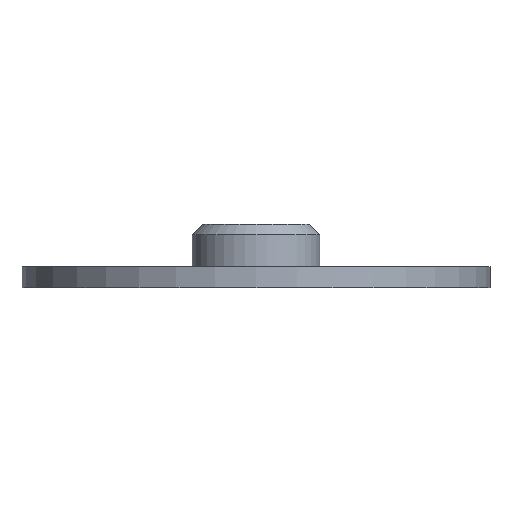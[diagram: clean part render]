
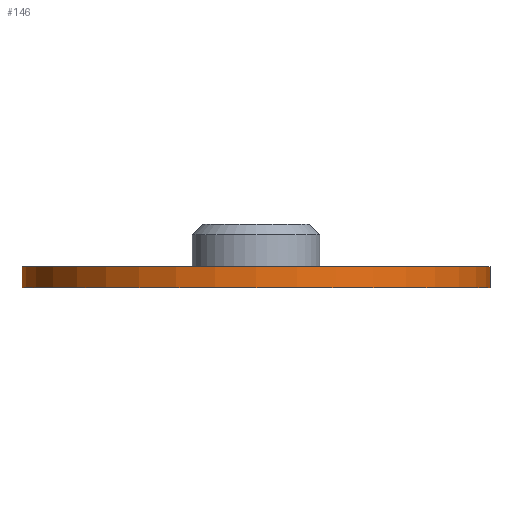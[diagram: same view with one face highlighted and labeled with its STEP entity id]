
A CAD part, front view. The second image highlights one B-rep face of the part: STEP entity #146.
In plain terms, the highlighted cylindrical face has radius 22 mm (diameter 44 mm), a full revolution.
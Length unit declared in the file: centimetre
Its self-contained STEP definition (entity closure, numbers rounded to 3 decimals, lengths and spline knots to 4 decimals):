
#146 = ADVANCED_FACE('',(#147),#160,.T.);
#147 = FACE_BOUND('',#148,.T.);
#148 = EDGE_LOOP('',(#149,#205,#225,#274));
#149 = ORIENTED_EDGE('',*,*,#150,.F.);
#150 = EDGE_CURVE('',#151,#151,#153,.T.);
#151 = VERTEX_POINT('',#152);
#152 = CARTESIAN_POINT('',(2.2,0.,0.2));
#153 = SURFACE_CURVE('',#154,(#159,#193),.PCURVE_S1.);
#154 = CIRCLE('',#155,2.2);
#155 = AXIS2_PLACEMENT_3D('',#156,#157,#158);
#156 = CARTESIAN_POINT('',(0.,0.,0.2));
#157 = DIRECTION('',(0.,0.,1.));
#158 = DIRECTION('',(1.,0.,-0.));
#159 = PCURVE('',#160,#165);
#160 = CYLINDRICAL_SURFACE('',#161,2.2);
#161 = AXIS2_PLACEMENT_3D('',#162,#163,#164);
#162 = CARTESIAN_POINT('',(0.,0.,0.2));
#163 = DIRECTION('',(-0.,-0.,1.));
#164 = DIRECTION('',(-1.,0.,0.));
#165 = DEFINITIONAL_REPRESENTATION('',(#166),#192);
#166 = B_SPLINE_CURVE_WITH_KNOTS('',3,(#167,#168,#169,#170,#171,#172,
    #173,#174,#175,#176,#177,#178,#179,#180,#181,#182,#183,#184,#185,
    #186,#187,#188,#189,#190,#191),.UNSPECIFIED.,.F.,.F.,(4,1,1,1,1,1,1,
    1,1,1,1,1,1,1,1,1,1,1,1,1,1,1,4),(0.,0.2856,0.5712,
    0.8568,1.1424,1.428,1.7136,
    1.9992,2.2848,2.5704,2.856,
    3.1416,3.4272,3.7128,3.9984,
    4.284,4.5696,4.8552,5.1408,
    5.4264,5.712,5.9976,6.2832),
  .UNSPECIFIED.);
#167 = CARTESIAN_POINT('',(3.142,0.));
#168 = CARTESIAN_POINT('',(3.237,0.));
#169 = CARTESIAN_POINT('',(3.427,0.));
#170 = CARTESIAN_POINT('',(3.713,0.));
#171 = CARTESIAN_POINT('',(3.998,0.));
#172 = CARTESIAN_POINT('',(4.284,0.));
#173 = CARTESIAN_POINT('',(4.57,0.));
#174 = CARTESIAN_POINT('',(4.855,0.));
#175 = CARTESIAN_POINT('',(5.141,0.));
#176 = CARTESIAN_POINT('',(5.426,0.));
#177 = CARTESIAN_POINT('',(5.712,0.));
#178 = CARTESIAN_POINT('',(5.998,0.));
#179 = CARTESIAN_POINT('',(6.283,0.));
#180 = CARTESIAN_POINT('',(6.569,0.));
#181 = CARTESIAN_POINT('',(6.854,0.));
#182 = CARTESIAN_POINT('',(7.14,0.));
#183 = CARTESIAN_POINT('',(7.426,0.));
#184 = CARTESIAN_POINT('',(7.711,0.));
#185 = CARTESIAN_POINT('',(7.997,0.));
#186 = CARTESIAN_POINT('',(8.282,0.));
#187 = CARTESIAN_POINT('',(8.568,0.));
#188 = CARTESIAN_POINT('',(8.854,0.));
#189 = CARTESIAN_POINT('',(9.139,0.));
#190 = CARTESIAN_POINT('',(9.33,0.));
#191 = CARTESIAN_POINT('',(9.425,0.));
#192 = ( GEOMETRIC_REPRESENTATION_CONTEXT(2) 
PARAMETRIC_REPRESENTATION_CONTEXT() REPRESENTATION_CONTEXT('2D SPACE',''
  ) );
#193 = PCURVE('',#194,#199);
#194 = PLANE('',#195);
#195 = AXIS2_PLACEMENT_3D('',#196,#197,#198);
#196 = CARTESIAN_POINT('',(0.,0.,0.2));
#197 = DIRECTION('',(0.,0.,1.));
#198 = DIRECTION('',(1.,0.,-0.));
#199 = DEFINITIONAL_REPRESENTATION('',(#200),#204);
#200 = CIRCLE('',#201,2.2);
#201 = AXIS2_PLACEMENT_2D('',#202,#203);
#202 = CARTESIAN_POINT('',(0.,0.));
#203 = DIRECTION('',(1.,0.));
#204 = ( GEOMETRIC_REPRESENTATION_CONTEXT(2) 
PARAMETRIC_REPRESENTATION_CONTEXT() REPRESENTATION_CONTEXT('2D SPACE',''
  ) );
#205 = ORIENTED_EDGE('',*,*,#206,.F.);
#206 = EDGE_CURVE('',#207,#151,#209,.T.);
#207 = VERTEX_POINT('',#208);
#208 = CARTESIAN_POINT('',(2.2,0.,0.));
#209 = SEAM_CURVE('',#210,(#213,#219),.PCURVE_S1.);
#210 = B_SPLINE_CURVE_WITH_KNOTS('',1,(#211,#212),.UNSPECIFIED.,.F.,.F.,
  (2,2),(-2.,0.),.PIECEWISE_BEZIER_KNOTS.);
#211 = CARTESIAN_POINT('',(2.2,0.,0.));
#212 = CARTESIAN_POINT('',(2.2,0.,0.2));
#213 = PCURVE('',#160,#214);
#214 = DEFINITIONAL_REPRESENTATION('',(#215),#218);
#215 = B_SPLINE_CURVE_WITH_KNOTS('',1,(#216,#217),.UNSPECIFIED.,.F.,.F.,
  (2,2),(-2.,0.),.PIECEWISE_BEZIER_KNOTS.);
#216 = CARTESIAN_POINT('',(3.142,-0.2));
#217 = CARTESIAN_POINT('',(3.142,0.));
#218 = ( GEOMETRIC_REPRESENTATION_CONTEXT(2) 
PARAMETRIC_REPRESENTATION_CONTEXT() REPRESENTATION_CONTEXT('2D SPACE',''
  ) );
#219 = PCURVE('',#160,#220);
#220 = DEFINITIONAL_REPRESENTATION('',(#221),#224);
#221 = B_SPLINE_CURVE_WITH_KNOTS('',1,(#222,#223),.UNSPECIFIED.,.F.,.F.,
  (2,2),(-2.,0.),.PIECEWISE_BEZIER_KNOTS.);
#222 = CARTESIAN_POINT('',(9.425,-0.2));
#223 = CARTESIAN_POINT('',(9.425,0.));
#224 = ( GEOMETRIC_REPRESENTATION_CONTEXT(2) 
PARAMETRIC_REPRESENTATION_CONTEXT() REPRESENTATION_CONTEXT('2D SPACE',''
  ) );
#225 = ORIENTED_EDGE('',*,*,#226,.T.);
#226 = EDGE_CURVE('',#207,#207,#227,.T.);
#227 = SURFACE_CURVE('',#228,(#233,#262),.PCURVE_S1.);
#228 = CIRCLE('',#229,2.2);
#229 = AXIS2_PLACEMENT_3D('',#230,#231,#232);
#230 = CARTESIAN_POINT('',(0.,0.,0.));
#231 = DIRECTION('',(0.,0.,1.));
#232 = DIRECTION('',(1.,0.,-0.));
#233 = PCURVE('',#160,#234);
#234 = DEFINITIONAL_REPRESENTATION('',(#235),#261);
#235 = B_SPLINE_CURVE_WITH_KNOTS('',3,(#236,#237,#238,#239,#240,#241,
    #242,#243,#244,#245,#246,#247,#248,#249,#250,#251,#252,#253,#254,
    #255,#256,#257,#258,#259,#260),.UNSPECIFIED.,.F.,.F.,(4,1,1,1,1,1,1,
    1,1,1,1,1,1,1,1,1,1,1,1,1,1,1,4),(0.,0.2856,0.5712,
    0.8568,1.1424,1.428,1.7136,
    1.9992,2.2848,2.5704,2.856,
    3.1416,3.4272,3.7128,3.9984,
    4.284,4.5696,4.8552,5.1408,
    5.4264,5.712,5.9976,6.2832),
  .UNSPECIFIED.);
#236 = CARTESIAN_POINT('',(3.142,-0.2));
#237 = CARTESIAN_POINT('',(3.237,-0.2));
#238 = CARTESIAN_POINT('',(3.427,-0.2));
#239 = CARTESIAN_POINT('',(3.713,-0.2));
#240 = CARTESIAN_POINT('',(3.998,-0.2));
#241 = CARTESIAN_POINT('',(4.284,-0.2));
#242 = CARTESIAN_POINT('',(4.57,-0.2));
#243 = CARTESIAN_POINT('',(4.855,-0.2));
#244 = CARTESIAN_POINT('',(5.141,-0.2));
#245 = CARTESIAN_POINT('',(5.426,-0.2));
#246 = CARTESIAN_POINT('',(5.712,-0.2));
#247 = CARTESIAN_POINT('',(5.998,-0.2));
#248 = CARTESIAN_POINT('',(6.283,-0.2));
#249 = CARTESIAN_POINT('',(6.569,-0.2));
#250 = CARTESIAN_POINT('',(6.854,-0.2));
#251 = CARTESIAN_POINT('',(7.14,-0.2));
#252 = CARTESIAN_POINT('',(7.426,-0.2));
#253 = CARTESIAN_POINT('',(7.711,-0.2));
#254 = CARTESIAN_POINT('',(7.997,-0.2));
#255 = CARTESIAN_POINT('',(8.282,-0.2));
#256 = CARTESIAN_POINT('',(8.568,-0.2));
#257 = CARTESIAN_POINT('',(8.854,-0.2));
#258 = CARTESIAN_POINT('',(9.139,-0.2));
#259 = CARTESIAN_POINT('',(9.33,-0.2));
#260 = CARTESIAN_POINT('',(9.425,-0.2));
#261 = ( GEOMETRIC_REPRESENTATION_CONTEXT(2) 
PARAMETRIC_REPRESENTATION_CONTEXT() REPRESENTATION_CONTEXT('2D SPACE',''
  ) );
#262 = PCURVE('',#263,#268);
#263 = PLANE('',#264);
#264 = AXIS2_PLACEMENT_3D('',#265,#266,#267);
#265 = CARTESIAN_POINT('',(0.,0.,0.));
#266 = DIRECTION('',(0.,0.,1.));
#267 = DIRECTION('',(1.,0.,-0.));
#268 = DEFINITIONAL_REPRESENTATION('',(#269),#273);
#269 = CIRCLE('',#270,2.2);
#270 = AXIS2_PLACEMENT_2D('',#271,#272);
#271 = CARTESIAN_POINT('',(0.,0.));
#272 = DIRECTION('',(1.,0.));
#273 = ( GEOMETRIC_REPRESENTATION_CONTEXT(2) 
PARAMETRIC_REPRESENTATION_CONTEXT() REPRESENTATION_CONTEXT('2D SPACE',''
  ) );
#274 = ORIENTED_EDGE('',*,*,#206,.T.);
